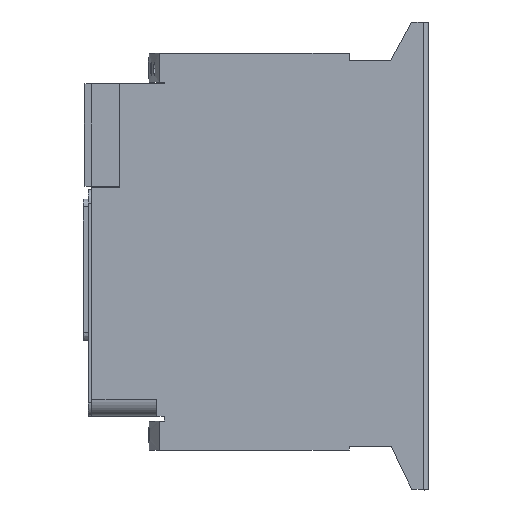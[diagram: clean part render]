
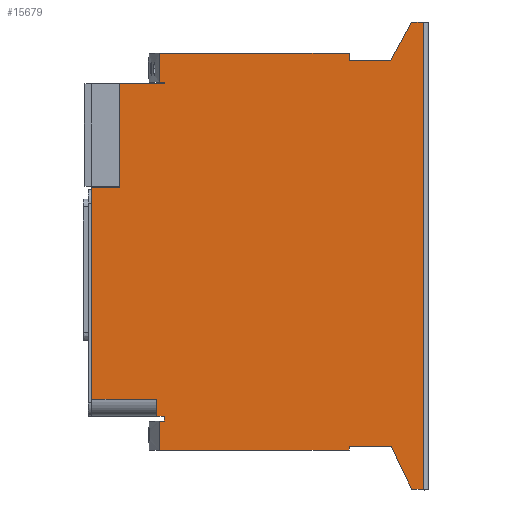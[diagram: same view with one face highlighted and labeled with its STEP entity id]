
A CAD part, left-side view. The second image highlights one B-rep face of the part: STEP entity #15679.
In plain terms, the highlighted planar face has unit normal (-1, 0, 0).
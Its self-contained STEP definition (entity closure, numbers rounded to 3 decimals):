
#56=DIRECTION('',(0.,-1.,0.));
#57=VECTOR('',#56,7.);
#58=CARTESIAN_POINT('',(-23.5,8.5,-225.));
#59=LINE('',#58,#57);
#1293=DIRECTION('',(0.,1.,0.));
#1294=VECTOR('',#1293,26.648);
#1295=CARTESIAN_POINT('',(-23.5,154.,13.6));
#1296=LINE('',#1295,#1294);
#1599=DIRECTION('',(0.,0.,1.));
#1600=VECTOR('',#1599,61.113);
#1601=CARTESIAN_POINT('',(-23.5,180.648,-47.513));
#1602=LINE('',#1601,#1600);
#1603=DIRECTION('',(0.,0.,1.));
#1604=VECTOR('',#1603,0.8);
#1605=CARTESIAN_POINT('',(-23.5,154.,13.6));
#1606=LINE('',#1605,#1604);
#1607=DIRECTION('',(0.,-1.,0.));
#1608=VECTOR('',#1607,3.005);
#1609=CARTESIAN_POINT('',(-23.5,157.005,14.4));
#1610=LINE('',#1609,#1608);
#1611=DIRECTION('',(0.,0.,1.));
#1612=VECTOR('',#1611,17.1);
#1613=CARTESIAN_POINT('',(-23.5,157.005,14.4));
#1614=LINE('',#1613,#1612);
#1615=DIRECTION('',(0.,-1.,0.));
#1616=VECTOR('',#1615,111.809);
#1617=CARTESIAN_POINT('',(-23.5,157.005,31.5));
#1618=LINE('',#1617,#1616);
#1619=DIRECTION('',(0.,-0.017,-1.));
#1620=VECTOR('',#1619,4.301);
#1621=CARTESIAN_POINT('',(-23.5,45.196,31.5));
#1622=LINE('',#1621,#1620);
#1623=DIRECTION('',(0.,-1.,0.));
#1624=VECTOR('',#1623,24.271);
#1625=CARTESIAN_POINT('',(-23.5,45.121,27.2));
#1626=LINE('',#1625,#1624);
#1627=DIRECTION('',(0.,-0.476,0.879));
#1628=VECTOR('',#1627,25.93);
#1629=CARTESIAN_POINT('',(-23.5,20.85,27.2));
#1630=LINE('',#1629,#1628);
#1631=DIRECTION('',(0.,0.428,0.904));
#1632=VECTOR('',#1631,27.995);
#1633=CARTESIAN_POINT('',(-23.5,8.5,-225.));
#1634=LINE('',#1633,#1632);
#1635=DIRECTION('',(0.,1.,0.));
#1636=VECTOR('',#1635,24.672);
#1637=CARTESIAN_POINT('',(-23.5,20.484,-199.7));
#1638=LINE('',#1637,#1636);
#1639=DIRECTION('',(0.,0.017,-1.));
#1640=VECTOR('',#1639,2.3);
#1641=CARTESIAN_POINT('',(-23.5,45.156,-199.7));
#1642=LINE('',#1641,#1640);
#1643=DIRECTION('',(0.,-1.,0.));
#1644=VECTOR('',#1643,111.809);
#1645=CARTESIAN_POINT('',(-23.5,157.005,-202.));
#1646=LINE('',#1645,#1644);
#1647=DIRECTION('',(0.,0.,1.));
#1648=VECTOR('',#1647,17.1);
#1649=CARTESIAN_POINT('',(-23.5,157.005,-202.));
#1650=LINE('',#1649,#1648);
#1651=DIRECTION('',(0.,-1.,0.));
#1652=VECTOR('',#1651,3.005);
#1653=CARTESIAN_POINT('',(-23.5,157.005,-184.9));
#1654=LINE('',#1653,#1652);
#1655=DIRECTION('',(0.,0.,1.));
#1656=VECTOR('',#1655,2.8);
#1657=CARTESIAN_POINT('',(-23.5,154.,-184.9));
#1658=LINE('',#1657,#1656);
#1659=DIRECTION('',(0.,1.,0.));
#1660=VECTOR('',#1659,4.5);
#1661=CARTESIAN_POINT('',(-23.5,154.,-182.1));
#1662=LINE('',#1661,#1660);
#1663=DIRECTION('',(0.,0.,-1.));
#1664=VECTOR('',#1663,10.);
#1665=CARTESIAN_POINT('',(-23.5,158.5,-172.1));
#1666=LINE('',#1665,#1664);
#1667=DIRECTION('',(0.,1.,0.));
#1668=VECTOR('',#1667,38.2);
#1669=CARTESIAN_POINT('',(-23.5,158.5,-172.1));
#1670=LINE('',#1669,#1668);
#1684=DIRECTION('',(0.,1.,0.));
#1685=VECTOR('',#1684,16.052);
#1686=CARTESIAN_POINT('',(-23.5,180.648,-47.513));
#1687=LINE('',#1686,#1685);
#6837=DIRECTION('',(0.,0.,1.));
#6838=VECTOR('',#6837,124.587);
#6839=CARTESIAN_POINT('',(-23.5,196.7,-172.1));
#6840=LINE('',#6839,#6838);
#7868=DIRECTION('',(0.,-1.,0.));
#7869=VECTOR('',#7868,7.);
#7870=CARTESIAN_POINT('',(-23.5,8.5,50.));
#7871=LINE('',#7870,#7869);
#8009=DIRECTION('',(0.,0.,1.));
#8010=VECTOR('',#8009,275.);
#8011=CARTESIAN_POINT('',(-23.5,1.5,-225.));
#8012=LINE('',#8011,#8010);
#10991=CARTESIAN_POINT('',(-23.5,1.5,-225.));
#10993=VERTEX_POINT('',#10991);
#11007=CARTESIAN_POINT('',(-23.5,1.5,50.));
#11009=VERTEX_POINT('',#11007);
#11023=CARTESIAN_POINT('',(-23.5,8.5,-225.));
#11025=VERTEX_POINT('',#11023);
#11031=CARTESIAN_POINT('',(-23.5,8.5,50.));
#11033=VERTEX_POINT('',#11031);
#11039=CARTESIAN_POINT('',(-23.5,20.484,-199.7));
#11040=VERTEX_POINT('',#11039);
#11041=CARTESIAN_POINT('',(-23.5,45.156,-199.7));
#11042=VERTEX_POINT('',#11041);
#11043=CARTESIAN_POINT('',(-23.5,45.196,-202.));
#11044=VERTEX_POINT('',#11043);
#11045=CARTESIAN_POINT('',(-23.5,157.005,-202.));
#11046=VERTEX_POINT('',#11045);
#11047=CARTESIAN_POINT('',(-23.5,157.005,14.4));
#11048=CARTESIAN_POINT('',(-23.5,154.,14.4));
#11049=VERTEX_POINT('',#11047);
#11050=VERTEX_POINT('',#11048);
#11051=CARTESIAN_POINT('',(-23.5,157.005,-184.9));
#11052=CARTESIAN_POINT('',(-23.5,154.,-184.9));
#11053=VERTEX_POINT('',#11051);
#11054=VERTEX_POINT('',#11052);
#11055=CARTESIAN_POINT('',(-23.5,20.85,27.2));
#11056=VERTEX_POINT('',#11055);
#11057=CARTESIAN_POINT('',(-23.5,157.005,31.5));
#11058=CARTESIAN_POINT('',(-23.5,45.196,31.5));
#11059=VERTEX_POINT('',#11057);
#11060=VERTEX_POINT('',#11058);
#11061=CARTESIAN_POINT('',(-23.5,45.121,27.2));
#11062=VERTEX_POINT('',#11061);
#11874=CARTESIAN_POINT('',(-23.5,154.,13.6));
#11876=VERTEX_POINT('',#11874);
#11878=CARTESIAN_POINT('',(-23.5,154.,-182.1));
#11880=VERTEX_POINT('',#11878);
#11881=CARTESIAN_POINT('',(-23.5,158.5,-172.1));
#11882=CARTESIAN_POINT('',(-23.5,158.5,-182.1));
#11883=VERTEX_POINT('',#11881);
#11884=VERTEX_POINT('',#11882);
#11885=CARTESIAN_POINT('',(-23.5,196.7,-172.1));
#11886=VERTEX_POINT('',#11885);
#11996=CARTESIAN_POINT('',(-23.5,196.7,-47.513));
#11998=VERTEX_POINT('',#11996);
#11999=CARTESIAN_POINT('',(-23.5,180.648,-47.513));
#12000=CARTESIAN_POINT('',(-23.5,180.648,13.6));
#12001=VERTEX_POINT('',#11999);
#12002=VERTEX_POINT('',#12000);
#15632=CARTESIAN_POINT('',(-23.5,157.005,-225.));
#15633=DIRECTION('',(-1.,0.,0.));
#15634=DIRECTION('',(0.,-1.,0.));
#15635=AXIS2_PLACEMENT_3D('',#15632,#15633,#15634);
#15636=PLANE('',#15635);
#15638=ORIENTED_EDGE('',*,*,#15637,.T.);
#15639=ORIENTED_EDGE('',*,*,#15058,.F.);
#15640=ORIENTED_EDGE('',*,*,#15598,.T.);
#15641=ORIENTED_EDGE('',*,*,#15623,.F.);
#15643=ORIENTED_EDGE('',*,*,#15642,.T.);
#15645=ORIENTED_EDGE('',*,*,#15644,.T.);
#15647=ORIENTED_EDGE('',*,*,#15646,.T.);
#15649=ORIENTED_EDGE('',*,*,#15648,.T.);
#15651=ORIENTED_EDGE('',*,*,#15650,.T.);
#15653=ORIENTED_EDGE('',*,*,#15652,.T.);
#15655=ORIENTED_EDGE('',*,*,#15654,.F.);
#15656=ORIENTED_EDGE('',*,*,#13842,.F.);
#15658=ORIENTED_EDGE('',*,*,#15657,.T.);
#15659=ORIENTED_EDGE('',*,*,#14569,.T.);
#15660=ORIENTED_EDGE('',*,*,#14724,.T.);
#15661=ORIENTED_EDGE('',*,*,#14940,.F.);
#15663=ORIENTED_EDGE('',*,*,#15662,.T.);
#15665=ORIENTED_EDGE('',*,*,#15664,.T.);
#15666=ORIENTED_EDGE('',*,*,#15610,.T.);
#15668=ORIENTED_EDGE('',*,*,#15667,.T.);
#15670=ORIENTED_EDGE('',*,*,#15669,.F.);
#15672=ORIENTED_EDGE('',*,*,#15671,.T.);
#15674=ORIENTED_EDGE('',*,*,#15673,.T.);
#15676=ORIENTED_EDGE('',*,*,#15675,.F.);
#15677=EDGE_LOOP('',(#15638,#15639,#15640,#15641,#15643,#15645,#15647,#15649,
#15651,#15653,#15655,#15656,#15658,#15659,#15660,#15661,#15663,#15665,#15666,
#15668,#15670,#15672,#15674,#15676));
#15678=FACE_OUTER_BOUND('',#15677,.F.);
#13842=EDGE_CURVE('',#11025,#10993,#59,.T.);
#14569=EDGE_CURVE('',#11040,#11042,#1638,.T.);
#14724=EDGE_CURVE('',#11042,#11044,#1642,.T.);
#14940=EDGE_CURVE('',#11046,#11044,#1646,.T.);
#15058=EDGE_CURVE('',#11876,#12002,#1296,.T.);
#15598=EDGE_CURVE('',#11876,#11050,#1606,.T.);
#15610=EDGE_CURVE('',#11054,#11880,#1658,.T.);
#15623=EDGE_CURVE('',#11049,#11050,#1610,.T.);
#15637=EDGE_CURVE('',#12001,#12002,#1602,.T.);
#15642=EDGE_CURVE('',#11049,#11059,#1614,.T.);
#15644=EDGE_CURVE('',#11059,#11060,#1618,.T.);
#15646=EDGE_CURVE('',#11060,#11062,#1622,.T.);
#15648=EDGE_CURVE('',#11062,#11056,#1626,.T.);
#15650=EDGE_CURVE('',#11056,#11033,#1630,.T.);
#15652=EDGE_CURVE('',#11033,#11009,#7871,.T.);
#15654=EDGE_CURVE('',#10993,#11009,#8012,.T.);
#15657=EDGE_CURVE('',#11025,#11040,#1634,.T.);
#15662=EDGE_CURVE('',#11046,#11053,#1650,.T.);
#15664=EDGE_CURVE('',#11053,#11054,#1654,.T.);
#15667=EDGE_CURVE('',#11880,#11884,#1662,.T.);
#15669=EDGE_CURVE('',#11883,#11884,#1666,.T.);
#15671=EDGE_CURVE('',#11883,#11886,#1670,.T.);
#15673=EDGE_CURVE('',#11886,#11998,#6840,.T.);
#15675=EDGE_CURVE('',#12001,#11998,#1687,.T.);
#15679=ADVANCED_FACE('',(#15678),#15636,.T.);
